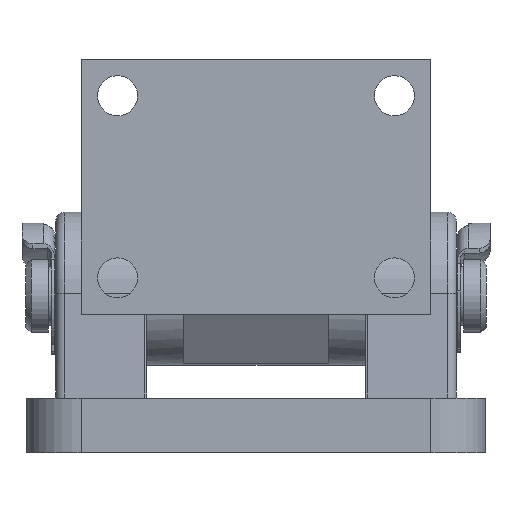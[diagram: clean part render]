
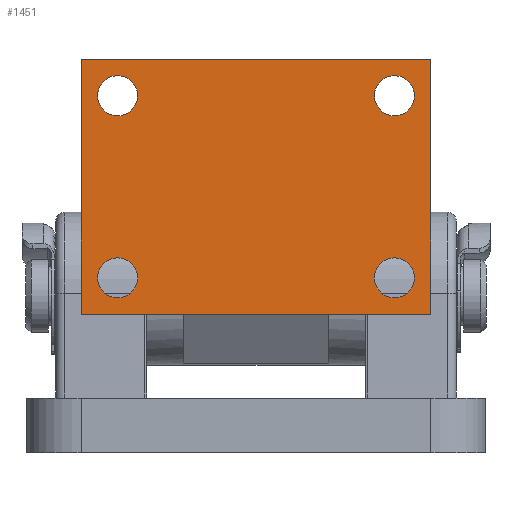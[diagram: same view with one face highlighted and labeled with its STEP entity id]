
A CAD part, front view. The second image highlights one B-rep face of the part: STEP entity #1451.
In plain terms, the highlighted face is planar.
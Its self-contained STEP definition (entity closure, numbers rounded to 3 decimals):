
#73 = FACE_OUTER_BOUND ( 'NONE', #1983, .T. ) ;
#108 = FACE_BOUND ( 'NONE', #1986, .T. ) ;
#192 = FACE_BOUND ( 'NONE', #3836, .T. ) ;
#195 = FACE_BOUND ( 'NONE', #1984, .T. ) ;
#206 = FACE_BOUND ( 'NONE', #4069, .T. ) ;
#555 = DIRECTION ( 'NONE',  ( -1., 0., 0. ) ) ;
#585 = DIRECTION ( 'NONE',  ( 0., 0., -1. ) ) ;
#1267 = VERTEX_POINT ( 'NONE', #1272 ) ;
#1272 = CARTESIAN_POINT ( 'NONE',  ( 15.5, 86., 0. ) ) ;
#1278 = VERTEX_POINT ( 'NONE', #3051 ) ;
#1279 = VERTEX_POINT ( 'NONE', #3037 ) ;
#1296 = VERTEX_POINT ( 'NONE', #2901 ) ;
#1334 = VERTEX_POINT ( 'NONE', #2984 ) ;
#1355 = VERTEX_POINT ( 'NONE', #2989 ) ;
#1363 = VERTEX_POINT ( 'NONE', #2958 ) ;
#1371 = VERTEX_POINT ( 'NONE', #3073 ) ;
#1451 = ADVANCED_FACE ( 'NONE', ( #206, #192, #73, #108, #195 ), #2895, .T. ) ;
#1983 = EDGE_LOOP ( 'NONE', ( #2401, #2336, #2374, #2036 ) ) ;
#1984 = EDGE_LOOP ( 'NONE', ( #2378, #2332 ) ) ;
#1986 = EDGE_LOOP ( 'NONE', ( #2410, #2470 ) ) ;
#2036 = ORIENTED_EDGE ( 'NONE', *, *, #4991, .F. ) ;
#2332 = ORIENTED_EDGE ( 'NONE', *, *, #5016, .T. ) ;
#2336 = ORIENTED_EDGE ( 'NONE', *, *, #4964, .F. ) ;
#2374 = ORIENTED_EDGE ( 'NONE', *, *, #4993, .F. ) ;
#2378 = ORIENTED_EDGE ( 'NONE', *, *, #4999, .T. ) ;
#2387 = ORIENTED_EDGE ( 'NONE', *, *, #4971, .T. ) ;
#2401 = ORIENTED_EDGE ( 'NONE', *, *, #5014, .F. ) ;
#2409 = ORIENTED_EDGE ( 'NONE', *, *, #4988, .T. ) ;
#2410 = ORIENTED_EDGE ( 'NONE', *, *, #4998, .T. ) ;
#2424 = ORIENTED_EDGE ( 'NONE', *, *, #5029, .T. ) ;
#2462 = ORIENTED_EDGE ( 'NONE', *, *, #5002, .T. ) ;
#2470 = ORIENTED_EDGE ( 'NONE', *, *, #5033, .T. ) ;
#2870 = VERTEX_POINT ( 'NONE', #4081 ) ;
#2895 = PLANE ( 'NONE',  #3162 ) ;
#2901 = CARTESIAN_POINT ( 'NONE',  ( 15.5, 10., 0. ) ) ;
#2944 = CARTESIAN_POINT ( 'NONE',  ( 0., 96., 0. ) ) ;
#2958 = CARTESIAN_POINT ( 'NONE',  ( 4.5, 86., 0. ) ) ;
#2984 = CARTESIAN_POINT ( 'NONE',  ( 54.5, 86., 0. ) ) ;
#2989 = CARTESIAN_POINT ( 'NONE',  ( 70., 96., 0. ) ) ;
#2993 = VERTEX_POINT ( 'NONE', #4134 ) ;
#3000 = VERTEX_POINT ( 'NONE', #4136 ) ;
#3035 = VERTEX_POINT ( 'NONE', #4153 ) ;
#3037 = CARTESIAN_POINT ( 'NONE',  ( 4.5, 10., 0. ) ) ;
#3051 = CARTESIAN_POINT ( 'NONE',  ( 54.5, 10., 0. ) ) ;
#3073 = CARTESIAN_POINT ( 'NONE',  ( 0., 96., 0. ) ) ;
#3162 = AXIS2_PLACEMENT_3D ( 'NONE', #2944, #585, #555 ) ;
#3793 = LINE ( 'NONE', #4336, #3794 ) ;
#3794 = VECTOR ( 'NONE', #4337, 1000. ) ;
#3810 = CIRCLE ( 'NONE', #4838, 5.5 ) ;
#3836 = EDGE_LOOP ( 'NONE', ( #2409, #2387 ) ) ;
#4069 = EDGE_LOOP ( 'NONE', ( #2424, #2462 ) ) ;
#4081 = CARTESIAN_POINT ( 'NONE',  ( 70., 0., 0. ) ) ;
#4134 = CARTESIAN_POINT ( 'NONE',  ( 65.5, 86., 0. ) ) ;
#4136 = CARTESIAN_POINT ( 'NONE',  ( 0., 0., 0. ) ) ;
#4153 = CARTESIAN_POINT ( 'NONE',  ( 65.5, 10., 0. ) ) ;
#4336 = CARTESIAN_POINT ( 'NONE',  ( 0., 96., 0. ) ) ;
#4337 = DIRECTION ( 'NONE',  ( -1., 0., 0. ) ) ;
#4344 = CARTESIAN_POINT ( 'NONE',  ( 10., 86., 0. ) ) ;
#4353 = DIRECTION ( 'NONE',  ( 0., 0., 1. ) ) ;
#4354 = DIRECTION ( 'NONE',  ( 1., 0., 0. ) ) ;
#4389 = CARTESIAN_POINT ( 'NONE',  ( 10., 86., 0. ) ) ;
#4395 = DIRECTION ( 'NONE',  ( 0., 0., 1. ) ) ;
#4396 = DIRECTION ( 'NONE',  ( 1., 0., 0. ) ) ;
#4401 = CARTESIAN_POINT ( 'NONE',  ( 0., 0., 0. ) ) ;
#4402 = DIRECTION ( 'NONE',  ( 1., 0., 0. ) ) ;
#4405 = CARTESIAN_POINT ( 'NONE',  ( 70., 0., 0. ) ) ;
#4406 = DIRECTION ( 'NONE',  ( 0., 1., 0. ) ) ;
#4414 = CARTESIAN_POINT ( 'NONE',  ( 10., 10., 0. ) ) ;
#4415 = DIRECTION ( 'NONE',  ( 0., 0., 1. ) ) ;
#4416 = DIRECTION ( 'NONE',  ( 1., 0., 0. ) ) ;
#4417 = CARTESIAN_POINT ( 'NONE',  ( 60., 10., 0. ) ) ;
#4418 = DIRECTION ( 'NONE',  ( 0., 0., 1. ) ) ;
#4419 = DIRECTION ( 'NONE',  ( 1., 0., 0. ) ) ;
#4420 = CARTESIAN_POINT ( 'NONE',  ( 60., 86., 0. ) ) ;
#4424 = DIRECTION ( 'NONE',  ( 0., 0., 1. ) ) ;
#4425 = DIRECTION ( 'NONE',  ( 1., 0., 0. ) ) ;
#4451 = CARTESIAN_POINT ( 'NONE',  ( 0., 0., 0. ) ) ;
#4452 = DIRECTION ( 'NONE',  ( 0., -1., 0. ) ) ;
#4453 = CARTESIAN_POINT ( 'NONE',  ( 60., 10., 0. ) ) ;
#4456 = DIRECTION ( 'NONE',  ( 0., 0., 1. ) ) ;
#4457 = DIRECTION ( 'NONE',  ( 1., 0., 0. ) ) ;
#4468 = CARTESIAN_POINT ( 'NONE',  ( 60., 86., 0. ) ) ;
#4483 = CARTESIAN_POINT ( 'NONE',  ( 10., 10., 0. ) ) ;
#4487 = DIRECTION ( 'NONE',  ( 0., 0., 1. ) ) ;
#4488 = DIRECTION ( 'NONE',  ( 1., 0., 0. ) ) ;
#4492 = DIRECTION ( 'NONE',  ( 0., 0., 1. ) ) ;
#4493 = DIRECTION ( 'NONE',  ( 1., 0., 0. ) ) ;
#4532 = CIRCLE ( 'NONE', #4840, 5.5 ) ;
#4535 = LINE ( 'NONE', #4401, #4536 ) ;
#4536 = VECTOR ( 'NONE', #4402, 1000. ) ;
#4539 = LINE ( 'NONE', #4405, #4540 ) ;
#4540 = VECTOR ( 'NONE', #4406, 1000. ) ;
#4549 = CIRCLE ( 'NONE', #4844, 5.5 ) ;
#4551 = CIRCLE ( 'NONE', #4837, 5.5 ) ;
#4556 = CIRCLE ( 'NONE', #4845, 5.5 ) ;
#4574 = LINE ( 'NONE', #4451, #4575 ) ;
#4575 = VECTOR ( 'NONE', #4452, 1000. ) ;
#4579 = CIRCLE ( 'NONE', #4849, 5.5 ) ;
#4601 = CIRCLE ( 'NONE', #4854, 5.5 ) ;
#4604 = CIRCLE ( 'NONE', #4856, 5.5 ) ;
#4837 = AXIS2_PLACEMENT_3D ( 'NONE', #4417, #4418, #4419 ) ;
#4838 = AXIS2_PLACEMENT_3D ( 'NONE', #4344, #4353, #4354 ) ;
#4840 = AXIS2_PLACEMENT_3D ( 'NONE', #4389, #4395, #4396 ) ;
#4844 = AXIS2_PLACEMENT_3D ( 'NONE', #4414, #4415, #4416 ) ;
#4845 = AXIS2_PLACEMENT_3D ( 'NONE', #4420, #4424, #4425 ) ;
#4849 = AXIS2_PLACEMENT_3D ( 'NONE', #4453, #4456, #4457 ) ;
#4854 = AXIS2_PLACEMENT_3D ( 'NONE', #4468, #4487, #4488 ) ;
#4856 = AXIS2_PLACEMENT_3D ( 'NONE', #4483, #4492, #4493 ) ;
#4964 = EDGE_CURVE ( 'NONE', #1355, #1371, #3793, .T. ) ;
#4971 = EDGE_CURVE ( 'NONE', #1363, #1267, #3810, .T. ) ;
#4988 = EDGE_CURVE ( 'NONE', #1267, #1363, #4532, .T. ) ;
#4991 = EDGE_CURVE ( 'NONE', #3000, #2870, #4535, .T. ) ;
#4993 = EDGE_CURVE ( 'NONE', #2870, #1355, #4539, .T. ) ;
#4998 = EDGE_CURVE ( 'NONE', #1296, #1279, #4549, .T. ) ;
#4999 = EDGE_CURVE ( 'NONE', #3035, #1278, #4551, .T. ) ;
#5002 = EDGE_CURVE ( 'NONE', #1334, #2993, #4556, .T. ) ;
#5014 = EDGE_CURVE ( 'NONE', #1371, #3000, #4574, .T. ) ;
#5016 = EDGE_CURVE ( 'NONE', #1278, #3035, #4579, .T. ) ;
#5029 = EDGE_CURVE ( 'NONE', #2993, #1334, #4601, .T. ) ;
#5033 = EDGE_CURVE ( 'NONE', #1279, #1296, #4604, .T. ) ;
